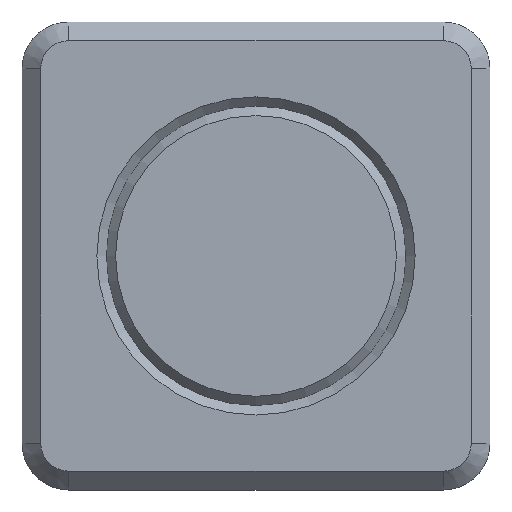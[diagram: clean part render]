
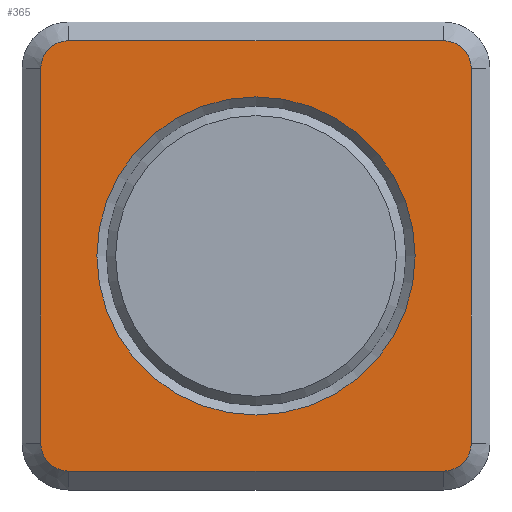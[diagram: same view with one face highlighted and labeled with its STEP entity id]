
A CAD part, top view. The second image highlights one B-rep face of the part: STEP entity #365.
In plain terms, the highlighted planar face has unit normal (0, 0, 1).
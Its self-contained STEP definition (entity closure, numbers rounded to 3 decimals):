
#21=FACE_BOUND('',#65,.T.);
#24=PLANE('',#416);
#39=FACE_OUTER_BOUND('',#64,.T.);
#64=EDGE_LOOP('',(#263,#264,#265,#266,#267,#268,#269,#270));
#65=EDGE_LOOP('',(#271));
#92=LINE('',#591,#124);
#93=LINE('',#595,#125);
#94=LINE('',#599,#126);
#95=LINE('',#603,#127);
#124=VECTOR('',#471,10.);
#125=VECTOR('',#474,10.);
#126=VECTOR('',#477,10.);
#127=VECTOR('',#480,10.);
#154=CIRCLE('',#412,17.);
#157=CIRCLE('',#417,3.);
#158=CIRCLE('',#418,3.);
#159=CIRCLE('',#419,3.);
#160=CIRCLE('',#420,3.);
#173=VERTEX_POINT('',#579);
#176=VERTEX_POINT('',#589);
#177=VERTEX_POINT('',#590);
#178=VERTEX_POINT('',#592);
#179=VERTEX_POINT('',#594);
#180=VERTEX_POINT('',#596);
#181=VERTEX_POINT('',#598);
#182=VERTEX_POINT('',#600);
#183=VERTEX_POINT('',#602);
#204=EDGE_CURVE('',#173,#173,#154,.T.);
#209=EDGE_CURVE('',#176,#177,#92,.T.);
#210=EDGE_CURVE('',#178,#176,#157,.T.);
#211=EDGE_CURVE('',#179,#178,#93,.T.);
#212=EDGE_CURVE('',#180,#179,#158,.T.);
#213=EDGE_CURVE('',#181,#180,#94,.T.);
#214=EDGE_CURVE('',#182,#181,#159,.T.);
#215=EDGE_CURVE('',#183,#182,#95,.T.);
#216=EDGE_CURVE('',#177,#183,#160,.T.);
#263=ORIENTED_EDGE('',*,*,#209,.F.);
#264=ORIENTED_EDGE('',*,*,#210,.F.);
#265=ORIENTED_EDGE('',*,*,#211,.F.);
#266=ORIENTED_EDGE('',*,*,#212,.F.);
#267=ORIENTED_EDGE('',*,*,#213,.F.);
#268=ORIENTED_EDGE('',*,*,#214,.F.);
#269=ORIENTED_EDGE('',*,*,#215,.F.);
#270=ORIENTED_EDGE('',*,*,#216,.F.);
#271=ORIENTED_EDGE('',*,*,#204,.T.);
#365=ADVANCED_FACE('',(#39,#21),#24,.T.);
#412=AXIS2_PLACEMENT_3D('',#580,#459,#460);
#416=AXIS2_PLACEMENT_3D('',#588,#469,#470);
#417=AXIS2_PLACEMENT_3D('',#593,#472,#473);
#418=AXIS2_PLACEMENT_3D('',#597,#475,#476);
#419=AXIS2_PLACEMENT_3D('',#601,#478,#479);
#420=AXIS2_PLACEMENT_3D('',#604,#481,#482);
#459=DIRECTION('center_axis',(0.,0.,-1.));
#460=DIRECTION('ref_axis',(1.,0.,0.));
#469=DIRECTION('center_axis',(0.,0.,1.));
#470=DIRECTION('ref_axis',(1.,0.,0.));
#471=DIRECTION('',(-1.,0.,0.));
#472=DIRECTION('center_axis',(0.,0.,-1.));
#473=DIRECTION('ref_axis',(0.707,-0.707,0.));
#474=DIRECTION('',(0.,-1.,0.));
#475=DIRECTION('center_axis',(0.,0.,-1.));
#476=DIRECTION('ref_axis',(0.707,0.707,0.));
#477=DIRECTION('',(1.,0.,0.));
#478=DIRECTION('center_axis',(0.,0.,-1.));
#479=DIRECTION('ref_axis',(-0.707,0.707,0.));
#480=DIRECTION('',(0.,1.,0.));
#481=DIRECTION('center_axis',(0.,0.,-1.));
#482=DIRECTION('ref_axis',(-0.707,-0.707,0.));
#579=CARTESIAN_POINT('',(17.,0.,5.));
#580=CARTESIAN_POINT('Origin',(0.,0.,5.));
#588=CARTESIAN_POINT('Origin',(0.,0.,
5.));
#589=CARTESIAN_POINT('',(20.,-23.,5.));
#590=CARTESIAN_POINT('',(-20.,-23.,5.));
#591=CARTESIAN_POINT('',(-12.5,-23.,5.));
#592=CARTESIAN_POINT('',(23.,-20.,5.));
#593=CARTESIAN_POINT('Origin',(20.,-20.,5.));
#594=CARTESIAN_POINT('',(23.,20.,5.));
#595=CARTESIAN_POINT('',(23.,-12.5,5.));
#596=CARTESIAN_POINT('',(20.,23.,5.));
#597=CARTESIAN_POINT('Origin',(20.,20.,5.));
#598=CARTESIAN_POINT('',(-20.,23.,5.));
#599=CARTESIAN_POINT('',(12.5,23.,5.));
#600=CARTESIAN_POINT('',(-23.,20.,5.));
#601=CARTESIAN_POINT('Origin',(-20.,20.,5.));
#602=CARTESIAN_POINT('',(-23.,-20.,5.));
#603=CARTESIAN_POINT('',(-23.,12.5,5.));
#604=CARTESIAN_POINT('Origin',(-20.,-20.,5.));
